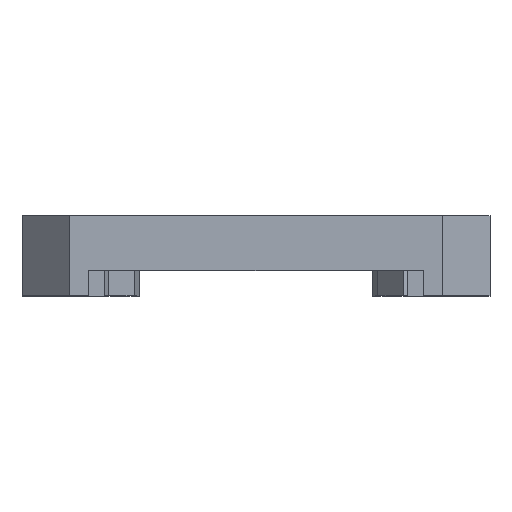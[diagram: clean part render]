
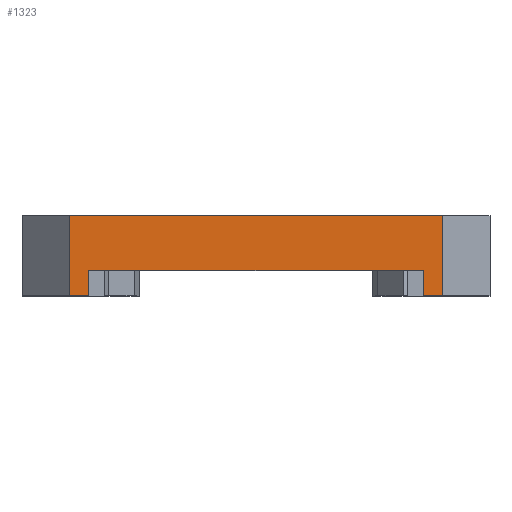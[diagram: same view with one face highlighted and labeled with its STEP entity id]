
A CAD part, top view. The second image highlights one B-rep face of the part: STEP entity #1323.
In plain terms, the highlighted planar face has unit normal (0, 0, 1).
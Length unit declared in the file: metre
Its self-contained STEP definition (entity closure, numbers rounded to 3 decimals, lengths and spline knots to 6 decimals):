
#25=LINE('',#1789,#175);
#48=LINE('',#1843,#198);
#57=LINE('',#1863,#207);
#59=LINE('',#1866,#209);
#62=LINE('',#1874,#212);
#68=LINE('',#1885,#218);
#72=LINE('',#1894,#222);
#74=LINE('',#1899,#224);
#175=VECTOR('',#1451,1.);
#198=VECTOR('',#1484,1.);
#207=VECTOR('',#1495,1.);
#209=VECTOR('',#1499,1.);
#212=VECTOR('',#1506,1.);
#218=VECTOR('',#1514,1.);
#222=VECTOR('',#1520,1.);
#224=VECTOR('',#1526,1.);
#664=ORIENTED_EDGE('',*,*,#719,.F.);
#665=ORIENTED_EDGE('',*,*,#681,.F.);
#666=ORIENTED_EDGE('',*,*,#733,.F.);
#667=ORIENTED_EDGE('',*,*,#736,.F.);
#668=ORIENTED_EDGE('',*,*,#729,.F.);
#669=ORIENTED_EDGE('',*,*,#708,.T.);
#670=ORIENTED_EDGE('',*,*,#717,.F.);
#671=ORIENTED_EDGE('',*,*,#723,.F.);
#681=EDGE_CURVE('',#855,#856,#25,.T.);
#708=EDGE_CURVE('',#882,#883,#48,.T.);
#717=EDGE_CURVE('',#890,#883,#57,.T.);
#719=EDGE_CURVE('',#856,#892,#59,.T.);
#723=EDGE_CURVE('',#892,#890,#62,.T.);
#729=EDGE_CURVE('',#882,#899,#68,.T.);
#733=EDGE_CURVE('',#901,#855,#72,.T.);
#736=EDGE_CURVE('',#899,#901,#74,.T.);
#855=VERTEX_POINT('',#1788);
#856=VERTEX_POINT('',#1790);
#882=VERTEX_POINT('',#1844);
#883=VERTEX_POINT('',#1845);
#890=VERTEX_POINT('',#1861);
#892=VERTEX_POINT('',#1867);
#899=VERTEX_POINT('',#1886);
#901=VERTEX_POINT('',#1892);
#1095=EDGE_LOOP('',(#664,#665,#666,#667,#668,#669,#670,#671));
#1197=FACE_BOUND('',#1095,.T.);
#1254=PLANE('',#1429);
#1323=ADVANCED_FACE('',(#1197),#1254,.T.);
#1429=AXIS2_PLACEMENT_3D('',#2135,#1766,#1767);
#1451=DIRECTION('',(-1.,0.,0.));
#1484=DIRECTION('',(-1.,0.,0.));
#1495=DIRECTION('',(0.,1.,0.));
#1499=DIRECTION('',(0.,-1.,0.));
#1506=DIRECTION('',(-1.,0.,0.));
#1514=DIRECTION('',(0.,-1.,0.));
#1520=DIRECTION('',(0.,1.,0.));
#1526=DIRECTION('',(-1.,0.,0.));
#1766=DIRECTION('',(0.,0.,1.));
#1767=DIRECTION('',(1.,0.,0.));
#1788=CARTESIAN_POINT('',(0.0266,-0.0066,0.00775));
#1789=CARTESIAN_POINT('',(0.,-0.0066,0.00775));
#1790=CARTESIAN_POINT('',(-0.0266,-0.0066,0.00775));
#1843=CARTESIAN_POINT('',(0.003208,0.0021,0.00775));
#1844=CARTESIAN_POINT('',(0.029681,0.0021,0.00775));
#1845=CARTESIAN_POINT('',(-0.029681,0.0021,0.00775));
#1861=CARTESIAN_POINT('',(-0.029681,-0.01064,0.00775));
#1863=CARTESIAN_POINT('',(-0.029681,0.002102,0.00775));
#1866=CARTESIAN_POINT('',(-0.0266,-0.01064,0.00775));
#1867=CARTESIAN_POINT('',(-0.0266,-0.01064,0.00775));
#1874=CARTESIAN_POINT('',(0.,-0.01064,0.00775));
#1885=CARTESIAN_POINT('',(0.029681,0.002102,0.00775));
#1886=CARTESIAN_POINT('',(0.029681,-0.01064,0.00775));
#1892=CARTESIAN_POINT('',(0.0266,-0.01064,0.00775));
#1894=CARTESIAN_POINT('',(0.0266,-0.01064,0.00775));
#1899=CARTESIAN_POINT('',(0.,-0.01064,0.00775));
#2135=CARTESIAN_POINT('',(0.,-0.02025,0.00775));
